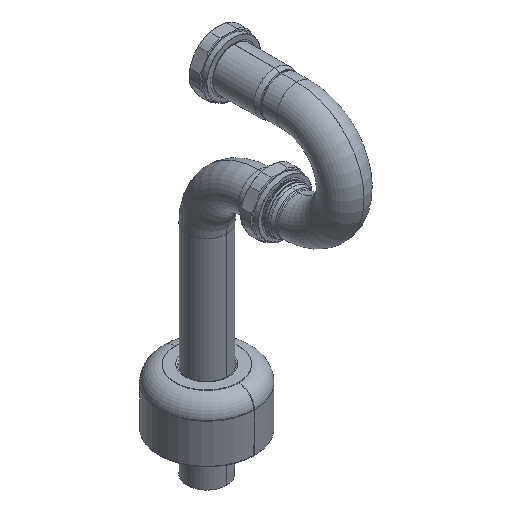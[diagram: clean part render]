
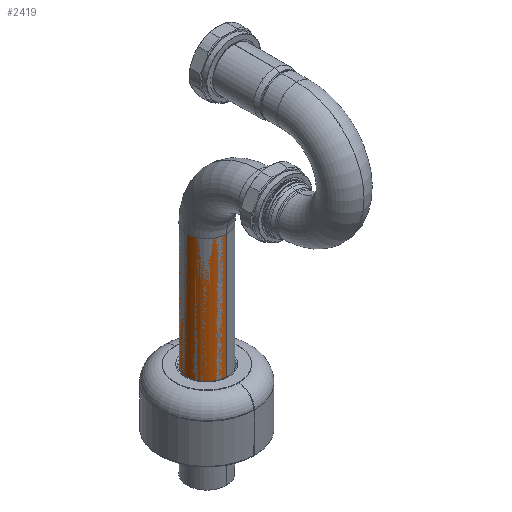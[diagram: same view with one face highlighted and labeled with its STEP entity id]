
A CAD part, isometric view. The second image highlights one B-rep face of the part: STEP entity #2419.
In plain terms, the highlighted cylindrical face has radius 15.875 mm (diameter 31.75 mm), a partial arc.
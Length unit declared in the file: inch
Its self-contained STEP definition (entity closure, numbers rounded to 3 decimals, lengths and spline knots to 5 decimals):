
#2349=CARTESIAN_POINT('',(0.,2.835,-3.13));
#2350=DIRECTION('',(0.,0.,-1.));
#2351=DIRECTION('',(0.,-1.,0.));
#2352=AXIS2_PLACEMENT_3D('',#2349,#2350,#2351);
#2354=DIRECTION('',(0.,0.,1.));
#2355=VECTOR('',#2354,4.58797);
#2356=CARTESIAN_POINT('',(0.,2.21,-7.71797));
#2357=LINE('',#2356,#2355);
#2358=DIRECTION('',(0.,0.,1.));
#2359=VECTOR('',#2358,4.58797);
#2360=CARTESIAN_POINT('',(0.,3.46,-7.71797));
#2361=LINE('',#2360,#2359);
#2367=CARTESIAN_POINT('',(0.,2.835,-7.71797));
#2368=DIRECTION('',(0.,0.,-1.));
#2369=DIRECTION('',(0.,-1.,0.));
#2370=AXIS2_PLACEMENT_3D('',#2367,#2368,#2369);
#2372=CARTESIAN_POINT('',(0.,2.21,-7.71797));
#2373=CARTESIAN_POINT('',(0.,2.21,-3.13));
#2374=VERTEX_POINT('',#2372);
#2375=VERTEX_POINT('',#2373);
#2376=CARTESIAN_POINT('',(0.,3.46,-7.71797));
#2377=CARTESIAN_POINT('',(0.,3.46,-3.13));
#2378=VERTEX_POINT('',#2376);
#2379=VERTEX_POINT('',#2377);
#2407=CARTESIAN_POINT('',(0.,2.835,-2.9006));
#2408=DIRECTION('',(0.,0.,-1.));
#2409=DIRECTION('',(0.,1.,0.));
#2410=AXIS2_PLACEMENT_3D('',#2407,#2408,#2409);
#2411=CYLINDRICAL_SURFACE('',#2410,0.625);
#2412=ORIENTED_EDGE('',*,*,#2397,.F.);
#2414=ORIENTED_EDGE('',*,*,#2413,.T.);
#2415=ORIENTED_EDGE('',*,*,#2400,.T.);
#2416=ORIENTED_EDGE('',*,*,#2387,.F.);
#2417=EDGE_LOOP('',(#2412,#2414,#2415,#2416));
#2418=FACE_OUTER_BOUND('',#2417,.F.);
#2419=ADVANCED_FACE('',(#2418),#2411,.T.);
#2353=CIRCLE('',#2352,0.625);
#2371=CIRCLE('',#2370,0.625);
#2387=EDGE_CURVE('',#2375,#2379,#2353,.T.);
#2397=EDGE_CURVE('',#2374,#2375,#2357,.T.);
#2400=EDGE_CURVE('',#2378,#2379,#2361,.T.);
#2413=EDGE_CURVE('',#2374,#2378,#2371,.T.);
